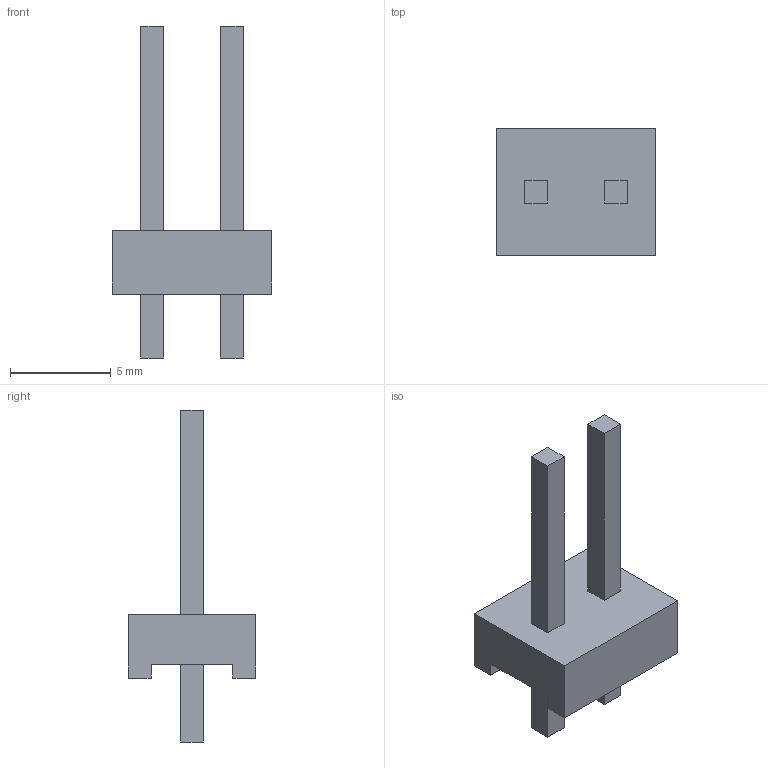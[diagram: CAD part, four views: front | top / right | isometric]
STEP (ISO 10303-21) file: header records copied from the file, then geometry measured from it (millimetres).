
FILE_DESCRIPTION((''),'2;1');
FILE_NAME('C-640383-2','2012-10-20T',('workeradm'),('Tyco Electronics Ltd.'),'PRO/ENGINEER BY PARAMETRIC TECHNOLOGY CORPORATION, 2010430','PRO/ENGINEER BY PARAMETRIC TECHNOLOGY CORPORATION, 2010430','');
FILE_SCHEMA(('AUTOMOTIVE_DESIGN { 1 0 10303 214 1 1 1 1 }'));
Length unit declared in the file: millimetre
Products named in the file (1): C-640383-2
Bounding box: 7.92 x 6.35 x 16.51 mm (x, y, z)
Volume: 174.3 mm3; surface area: 324.8 mm2
Topology: 1 solids, 1 shells, 30 faces, 72 edges, 48 vertices
Faces by surface type: plane 30
Entity records: 1169 total; most frequent: CARTESIAN_POINT 152, ORIENTED_EDGE 144, DIRECTION 132, VECTOR 72, LINE 72, EDGE_CURVE 72, COLOUR_RGB 64, VERTEX_POINT 48
